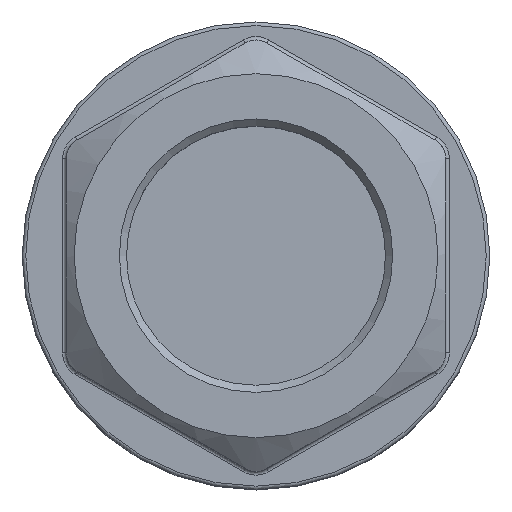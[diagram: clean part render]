
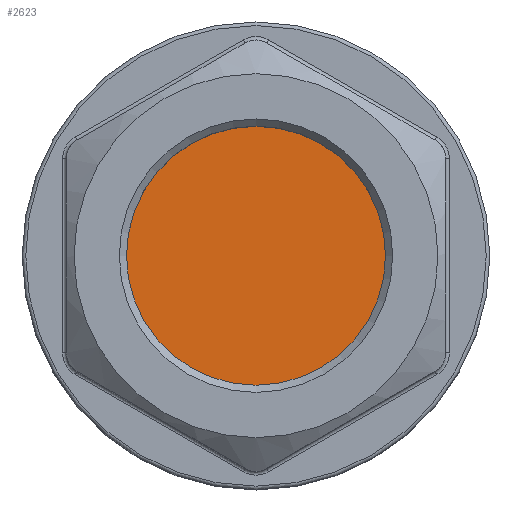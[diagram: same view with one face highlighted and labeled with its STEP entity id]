
A CAD part, top view. The second image highlights one B-rep face of the part: STEP entity #2623.
In plain terms, the highlighted planar face has unit normal (0, 0, 1).
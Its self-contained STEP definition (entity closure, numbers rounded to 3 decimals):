
#133=PLANE('',#2889);
#301=FACE_OUTER_BOUND('',#460,.T.);
#460=EDGE_LOOP('',(#2278));
#909=CIRCLE('',#2890,18.);
#1203=VERTEX_POINT('',#5335);
#1564=EDGE_CURVE('',#1203,#1203,#909,.T.);
#2278=ORIENTED_EDGE('',*,*,#1564,.F.);
#2623=ADVANCED_FACE('',(#301),#133,.F.);
#2889=AXIS2_PLACEMENT_3D('',#5334,#3539,#3540);
#2890=AXIS2_PLACEMENT_3D('',#5336,#3541,#3542);
#3539=DIRECTION('center_axis',(0.,0.,-1.));
#3540=DIRECTION('ref_axis',(-1.,0.,0.));
#3541=DIRECTION('center_axis',(0.,0.,-1.));
#3542=DIRECTION('ref_axis',(-1.,0.,0.));
#5334=CARTESIAN_POINT('Origin',(0.,0.,0.));
#5335=CARTESIAN_POINT('',(18.,0.,0.));
#5336=CARTESIAN_POINT('Origin',(0.,0.,0.));
